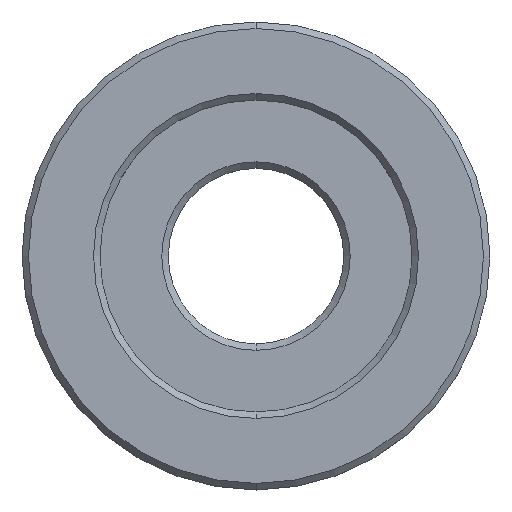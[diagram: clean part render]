
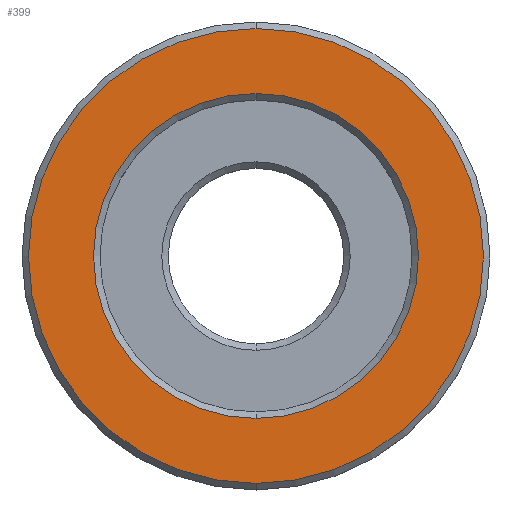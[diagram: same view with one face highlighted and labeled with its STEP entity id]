
A CAD part, top view. The second image highlights one B-rep face of the part: STEP entity #399.
In plain terms, the highlighted planar face has unit normal (0, 0, 1).
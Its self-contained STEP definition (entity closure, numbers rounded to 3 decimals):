
#56=CARTESIAN_POINT('',(0.,0.,0.8));
#57=DIRECTION('',(0.,0.,-1.));
#58=DIRECTION('',(0.,-1.,0.));
#59=AXIS2_PLACEMENT_3D('',#56,#57,#58);
#61=CARTESIAN_POINT('',(0.,0.,0.8));
#62=DIRECTION('',(0.,0.,-1.));
#63=DIRECTION('',(0.,1.,0.));
#64=AXIS2_PLACEMENT_3D('',#61,#62,#63);
#66=CARTESIAN_POINT('',(0.,0.,0.8));
#67=DIRECTION('',(0.,0.,1.));
#68=DIRECTION('',(0.,-1.,0.));
#69=AXIS2_PLACEMENT_3D('',#66,#67,#68);
#71=CARTESIAN_POINT('',(0.,0.,0.8));
#72=DIRECTION('',(0.,0.,1.));
#73=DIRECTION('',(0.,1.,0.));
#74=AXIS2_PLACEMENT_3D('',#71,#72,#73);
#242=CARTESIAN_POINT('',(0.,-2.5,0.8));
#243=CARTESIAN_POINT('',(0.,2.5,0.8));
#244=VERTEX_POINT('',#242);
#245=VERTEX_POINT('',#243);
#246=CARTESIAN_POINT('',(0.,-3.5,0.8));
#247=CARTESIAN_POINT('',(0.,3.5,0.8));
#248=VERTEX_POINT('',#246);
#249=VERTEX_POINT('',#247);
#383=CARTESIAN_POINT('',(0.,0.,0.8));
#384=DIRECTION('',(0.,0.,1.));
#385=DIRECTION('',(0.,-1.,0.));
#386=AXIS2_PLACEMENT_3D('',#383,#384,#385);
#387=PLANE('',#386);
#389=ORIENTED_EDGE('',*,*,#388,.T.);
#391=ORIENTED_EDGE('',*,*,#390,.T.);
#392=EDGE_LOOP('',(#389,#391));
#393=FACE_OUTER_BOUND('',#392,.F.);
#394=ORIENTED_EDGE('',*,*,#373,.T.);
#396=ORIENTED_EDGE('',*,*,#395,.T.);
#397=EDGE_LOOP('',(#394,#396));
#398=FACE_BOUND('',#397,.F.);
#399=ADVANCED_FACE('',(#393,#398),#387,.T.);
#60=CIRCLE('',#59,3.5);
#65=CIRCLE('',#64,3.5);
#70=CIRCLE('',#69,2.5);
#75=CIRCLE('',#74,2.5);
#373=EDGE_CURVE('',#244,#245,#70,.T.);
#388=EDGE_CURVE('',#248,#249,#60,.T.);
#390=EDGE_CURVE('',#249,#248,#65,.T.);
#395=EDGE_CURVE('',#245,#244,#75,.T.);
